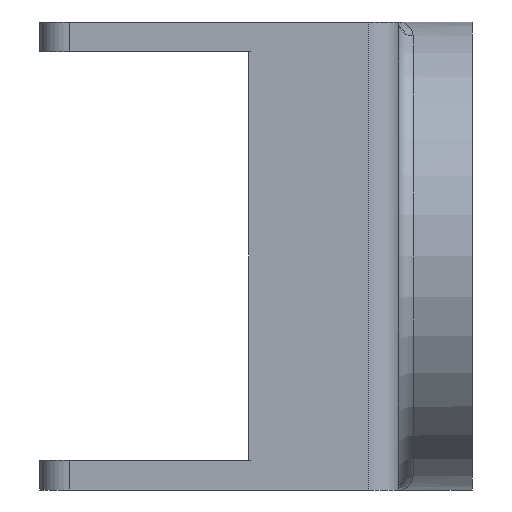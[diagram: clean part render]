
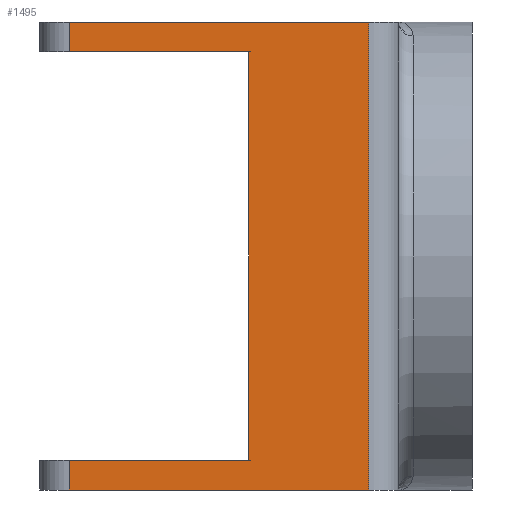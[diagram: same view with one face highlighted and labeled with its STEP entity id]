
A CAD part, left-side view. The second image highlights one B-rep face of the part: STEP entity #1495.
In plain terms, the highlighted planar face has unit normal (-1, 0, 0).
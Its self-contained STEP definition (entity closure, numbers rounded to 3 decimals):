
#41 = LINE ( 'NONE', #142, #828 ) ;
#115 = VERTEX_POINT ( 'NONE', #837 ) ;
#142 = CARTESIAN_POINT ( 'NONE',  ( -25.049, -25.153, 2. ) ) ;
#150 = DIRECTION ( 'NONE',  ( 0., 0., -1. ) ) ;
#162 = ORIENTED_EDGE ( 'NONE', *, *, #2024, .T. ) ;
#165 = CARTESIAN_POINT ( 'NONE',  ( -25.049, -4.891, 2. ) ) ;
#248 = DIRECTION ( 'NONE',  ( 0., 1., 0. ) ) ;
#254 = CARTESIAN_POINT ( 'NONE',  ( -25.049, -25.153, 0. ) ) ;
#280 = LINE ( 'NONE', #1928, #1843 ) ;
#310 = LINE ( 'NONE', #1864, #765 ) ;
#318 = CARTESIAN_POINT ( 'NONE',  ( -25.049, -4.891, 0. ) ) ;
#327 = VERTEX_POINT ( 'NONE', #1972 ) ;
#361 = VECTOR ( 'NONE', #1325, 1000. ) ;
#391 = CARTESIAN_POINT ( 'NONE',  ( -25.049, -4.891, 2. ) ) ;
#477 = CARTESIAN_POINT ( 'NONE',  ( -25.049, -4.891, 29.66 ) ) ;
#490 = EDGE_CURVE ( 'NONE', #1234, #1104, #2193, .T. ) ;
#520 = VERTEX_POINT ( 'NONE', #318 ) ;
#526 = ORIENTED_EDGE ( 'NONE', *, *, #549, .F. ) ;
#528 = EDGE_CURVE ( 'NONE', #1234, #1351, #648, .T. ) ;
#529 = ORIENTED_EDGE ( 'NONE', *, *, #2053, .F. ) ;
#549 = EDGE_CURVE ( 'NONE', #115, #1663, #41, .T. ) ;
#554 = CARTESIAN_POINT ( 'NONE',  ( -25.049, -4.891, 2. ) ) ;
#648 = LINE ( 'NONE', #477, #1680 ) ;
#765 = VECTOR ( 'NONE', #809, 1000. ) ;
#792 = LINE ( 'NONE', #554, #962 ) ;
#809 = DIRECTION ( 'NONE',  ( 0., -1., 0. ) ) ;
#813 = VERTEX_POINT ( 'NONE', #1134 ) ;
#828 = VECTOR ( 'NONE', #2050, 1000. ) ;
#837 = CARTESIAN_POINT ( 'NONE',  ( -25.049, -25.153, 31.66 ) ) ;
#864 = EDGE_CURVE ( 'NONE', #327, #520, #2127, .T. ) ;
#871 = ORIENTED_EDGE ( 'NONE', *, *, #490, .F. ) ;
#882 = EDGE_LOOP ( 'NONE', ( #1970, #526, #1366, #871, #1093, #162, #529, #1745 ) ) ;
#962 = VECTOR ( 'NONE', #2115, 1000. ) ;
#1021 = EDGE_CURVE ( 'NONE', #1104, #115, #2122, .T. ) ;
#1057 = CARTESIAN_POINT ( 'NONE',  ( -25.049, -4.891, 29.66 ) ) ;
#1093 = ORIENTED_EDGE ( 'NONE', *, *, #528, .T. ) ;
#1104 = VERTEX_POINT ( 'NONE', #2138 ) ;
#1134 = CARTESIAN_POINT ( 'NONE',  ( -25.049, -17.023, 2. ) ) ;
#1177 = CARTESIAN_POINT ( 'NONE',  ( -25.049, -4.891, 29.66 ) ) ;
#1222 = VECTOR ( 'NONE', #1282, 1000. ) ;
#1234 = VERTEX_POINT ( 'NONE', #1057 ) ;
#1236 = AXIS2_PLACEMENT_3D ( 'NONE', #391, #1421, #248 ) ;
#1281 = PLANE ( 'NONE',  #1236 ) ;
#1282 = DIRECTION ( 'NONE',  ( 0., -1., 0. ) ) ;
#1325 = DIRECTION ( 'NONE',  ( 0., 0., 1. ) ) ;
#1348 = DIRECTION ( 'NONE',  ( 0., -1., 0. ) ) ;
#1351 = VERTEX_POINT ( 'NONE', #2120 ) ;
#1366 = ORIENTED_EDGE ( 'NONE', *, *, #1021, .F. ) ;
#1421 = DIRECTION ( 'NONE',  ( 1., 0., 0. ) ) ;
#1495 = ADVANCED_FACE ( 'NONE', ( #1805 ), #1281, .F. ) ;
#1652 = CARTESIAN_POINT ( 'NONE',  ( -25.049, -4.891, 31.66 ) ) ;
#1663 = VERTEX_POINT ( 'NONE', #254 ) ;
#1680 = VECTOR ( 'NONE', #1348, 1000. ) ;
#1745 = ORIENTED_EDGE ( 'NONE', *, *, #864, .T. ) ;
#1805 = FACE_OUTER_BOUND ( 'NONE', #882, .T. ) ;
#1824 = EDGE_CURVE ( 'NONE', #520, #1663, #310, .T. ) ;
#1843 = VECTOR ( 'NONE', #1941, 1000. ) ;
#1864 = CARTESIAN_POINT ( 'NONE',  ( -25.049, -4.891, 0. ) ) ;
#1865 = VECTOR ( 'NONE', #150, 1000. ) ;
#1928 = CARTESIAN_POINT ( 'NONE',  ( -25.049, -17.023, 15.83 ) ) ;
#1941 = DIRECTION ( 'NONE',  ( 0., 0., -1. ) ) ;
#1970 = ORIENTED_EDGE ( 'NONE', *, *, #1824, .T. ) ;
#1972 = CARTESIAN_POINT ( 'NONE',  ( -25.049, -4.891, 2. ) ) ;
#2024 = EDGE_CURVE ( 'NONE', #1351, #813, #280, .T. ) ;
#2050 = DIRECTION ( 'NONE',  ( 0., 0., -1. ) ) ;
#2053 = EDGE_CURVE ( 'NONE', #327, #813, #792, .T. ) ;
#2115 = DIRECTION ( 'NONE',  ( 0., -1., 0. ) ) ;
#2120 = CARTESIAN_POINT ( 'NONE',  ( -25.049, -17.023, 29.66 ) ) ;
#2122 = LINE ( 'NONE', #1652, #1222 ) ;
#2127 = LINE ( 'NONE', #165, #1865 ) ;
#2138 = CARTESIAN_POINT ( 'NONE',  ( -25.049, -4.891, 31.66 ) ) ;
#2193 = LINE ( 'NONE', #1177, #361 ) ;
